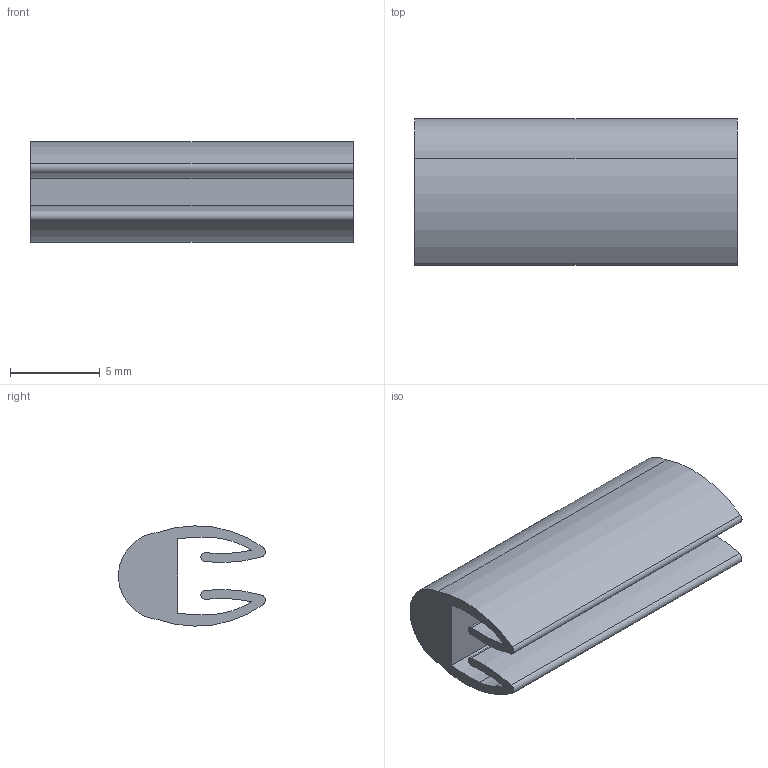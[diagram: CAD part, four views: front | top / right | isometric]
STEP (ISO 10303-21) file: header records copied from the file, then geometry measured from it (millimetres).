
FILE_DESCRIPTION(('SolidDesigner STEP Export'),'2;1');
FILE_NAME('0823740_PATO_1_18-select.stp','2015-07-09T12:36:53',(''),(''),'Creo Elements/Direct Modeling STEP processor for AP214 (Solid Model)','Creo Elements/Direct Modeling 18.1B 29-Sep-2012 (C) Parametric Technology GmbH','');
FILE_SCHEMA(('AUTOMOTIVE_DESIGN { 1 0 10303 214 1 1 1 1 }'));
Length unit declared in the file: millimetre
Products named in the file (2): 0823740_PATO_1_18-select
Assembly tree (1 placements, depth 2):
  0823740_PATO_1_18-select
    0823740_PATO_1_18-select
Bounding box: 18 x 8.19 x 5.6 mm (x, y, z)
Volume: 408.9 mm3; surface area: 883.9 mm2
Topology: 1 solids, 1 shells, 20 faces, 54 edges, 36 vertices
Faces by surface type: cylinder 17, plane 3
Entity records: 857 total; most frequent: DIRECTION 132, CARTESIAN_POINT 112, ORIENTED_EDGE 108, AXIS2_PLACEMENT_3D 56, EDGE_CURVE 54, VERTEX_POINT 36, CIRCLE 34, COLOUR_RGB 21
